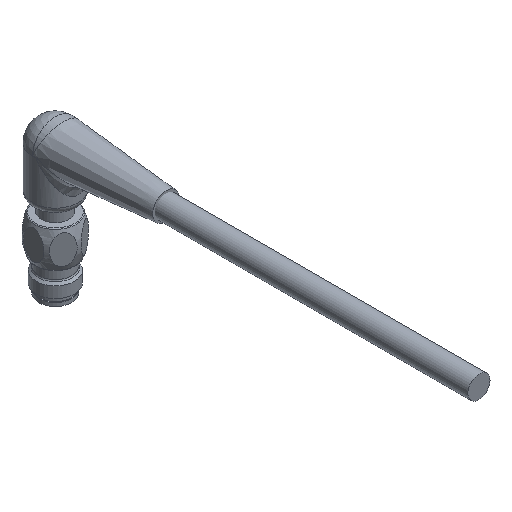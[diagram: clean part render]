
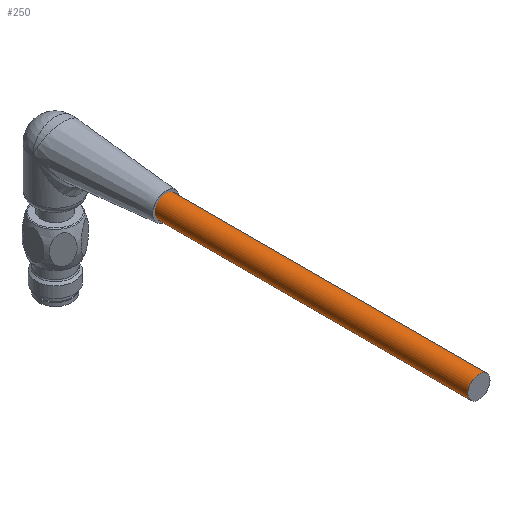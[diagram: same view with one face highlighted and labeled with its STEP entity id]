
A CAD part, isometric view. The second image highlights one B-rep face of the part: STEP entity #250.
In plain terms, the highlighted cylindrical face has radius 2.3 mm (diameter 4.6 mm), a full revolution.
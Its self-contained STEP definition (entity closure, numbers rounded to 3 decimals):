
#250=ADVANCED_FACE('',(#338,#339),#267,.T.);
#267=CYLINDRICAL_SURFACE('',#1276,2.3);
#338=FACE_BOUND('',#429,.T.);
#339=FACE_BOUND('',#430,.T.);
#429=EDGE_LOOP('',(#551));
#430=EDGE_LOOP('',(#552));
#551=ORIENTED_EDGE('',*,*,#668,.F.);
#552=ORIENTED_EDGE('',*,*,#669,.T.);
#607=VERTEX_POINT('',#2375);
#608=VERTEX_POINT('',#2377);
#668=EDGE_CURVE('',#607,#607,#752,.T.);
#669=EDGE_CURVE('',#608,#608,#753,.T.);
#752=CIRCLE('',#1274,2.3);
#753=CIRCLE('',#1275,2.3);
#1274=AXIS2_PLACEMENT_3D('',#2374,#1566,#1567);
#1275=AXIS2_PLACEMENT_3D('',#2376,#1568,#1569);
#1276=AXIS2_PLACEMENT_3D('',#2378,#1570,#1571);
#1566=DIRECTION('',(0.,-1.,0.));
#1567=DIRECTION('',(1.,0.,0.));
#1568=DIRECTION('',(0.,-1.,0.));
#1569=DIRECTION('',(1.,0.,0.));
#1570=DIRECTION('',(0.,1.,0.));
#1571=DIRECTION('',(-1.,0.,0.));
#2374=CARTESIAN_POINT('',(0.,-88.,27.097));
#2375=CARTESIAN_POINT('',(2.3,-88.,27.097));
#2376=CARTESIAN_POINT('',(0.,-13.,27.097));
#2377=CARTESIAN_POINT('',(2.3,-13.,27.097));
#2378=CARTESIAN_POINT('',(0.,-88.,27.097));
